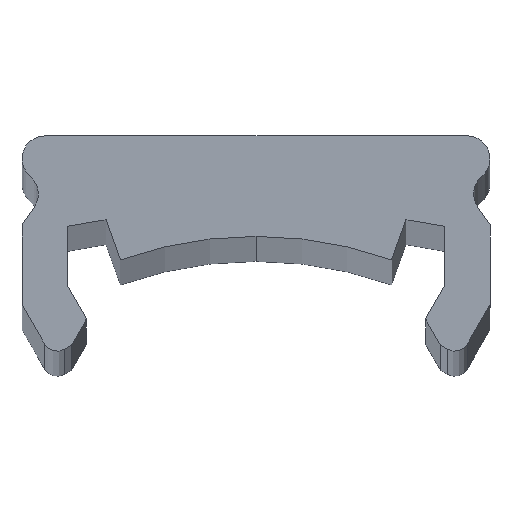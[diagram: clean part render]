
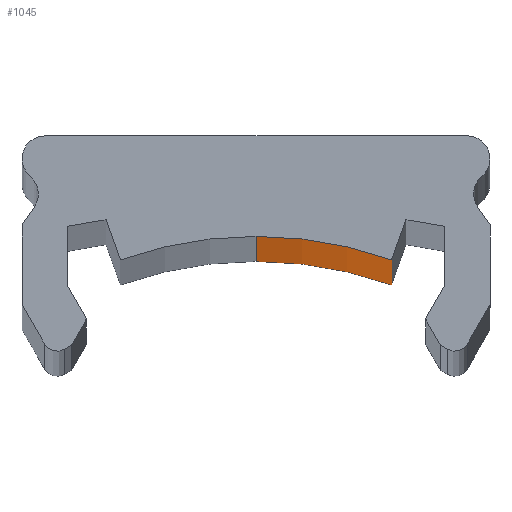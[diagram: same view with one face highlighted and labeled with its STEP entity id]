
A CAD part, top view. The second image highlights one B-rep face of the part: STEP entity #1045.
In plain terms, the highlighted cylindrical face has radius 14 mm (diameter 28 mm), a partial arc.
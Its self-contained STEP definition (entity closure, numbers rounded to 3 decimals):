
#70 = AXIS2_PLACEMENT_3D ( 'NONE', #228, #1024, #456 ) ;
#129 = AXIS2_PLACEMENT_3D ( 'NONE', #209, #367, #276 ) ;
#164 = AXIS2_PLACEMENT_3D ( 'NONE', #292, #218, #790 ) ;
#170 = VECTOR ( 'NONE', #481, 1000. ) ;
#209 = CARTESIAN_POINT ( 'NONE',  ( 0., 0., 0. ) ) ;
#218 = DIRECTION ( 'NONE',  ( 0., 0., -1. ) ) ;
#222 = CARTESIAN_POINT ( 'NONE',  ( 0., 14., 0. ) ) ;
#228 = CARTESIAN_POINT ( 'NONE',  ( 0., 0., 0. ) ) ;
#276 = DIRECTION ( 'NONE',  ( 1., 0., 0. ) ) ;
#292 = CARTESIAN_POINT ( 'NONE',  ( 0., 0., 500. ) ) ;
#307 = CARTESIAN_POINT ( 'NONE',  ( 4.722, 13.18, 0. ) ) ;
#367 = DIRECTION ( 'NONE',  ( 0., 0., 1. ) ) ;
#383 = LINE ( 'NONE', #222, #461 ) ;
#397 = VERTEX_POINT ( 'NONE', #916 ) ;
#404 = ORIENTED_EDGE ( 'NONE', *, *, #830, .F. ) ;
#414 = EDGE_LOOP ( 'NONE', ( #686, #523, #880, #404 ) ) ;
#445 = VERTEX_POINT ( 'NONE', #1019 ) ;
#456 = DIRECTION ( 'NONE',  ( 1., 0., 0. ) ) ;
#461 = VECTOR ( 'NONE', #784, 1000. ) ;
#481 = DIRECTION ( 'NONE',  ( 0., 0., -1. ) ) ;
#484 = CIRCLE ( 'NONE', #164, 14. ) ;
#523 = ORIENTED_EDGE ( 'NONE', *, *, #658, .T. ) ;
#573 = CIRCLE ( 'NONE', #70, 14. ) ;
#643 = CARTESIAN_POINT ( 'NONE',  ( 0., 14., 500. ) ) ;
#648 = LINE ( 'NONE', #307, #170 ) ;
#658 = EDGE_CURVE ( 'NONE', #397, #900, #573, .T. ) ;
#686 = ORIENTED_EDGE ( 'NONE', *, *, #840, .F. ) ;
#694 = CYLINDRICAL_SURFACE ( 'NONE', #129, 14. ) ;
#784 = DIRECTION ( 'NONE',  ( 0., 0., 1. ) ) ;
#790 = DIRECTION ( 'NONE',  ( 1., 0., 0. ) ) ;
#796 = EDGE_CURVE ( 'NONE', #445, #900, #648, .T. ) ;
#809 = CARTESIAN_POINT ( 'NONE',  ( 4.722, 13.18, 0. ) ) ;
#830 = EDGE_CURVE ( 'NONE', #972, #445, #484, .T. ) ;
#840 = EDGE_CURVE ( 'NONE', #397, #972, #383, .T. ) ;
#870 = FACE_OUTER_BOUND ( 'NONE', #414, .T. ) ;
#880 = ORIENTED_EDGE ( 'NONE', *, *, #796, .F. ) ;
#900 = VERTEX_POINT ( 'NONE', #809 ) ;
#916 = CARTESIAN_POINT ( 'NONE',  ( 0., 14., 0. ) ) ;
#972 = VERTEX_POINT ( 'NONE', #643 ) ;
#1019 = CARTESIAN_POINT ( 'NONE',  ( 4.722, 13.18, 500. ) ) ;
#1024 = DIRECTION ( 'NONE',  ( 0., 0., -1. ) ) ;
#1045 = ADVANCED_FACE ( 'NONE', ( #870 ), #694, .F. ) ;
